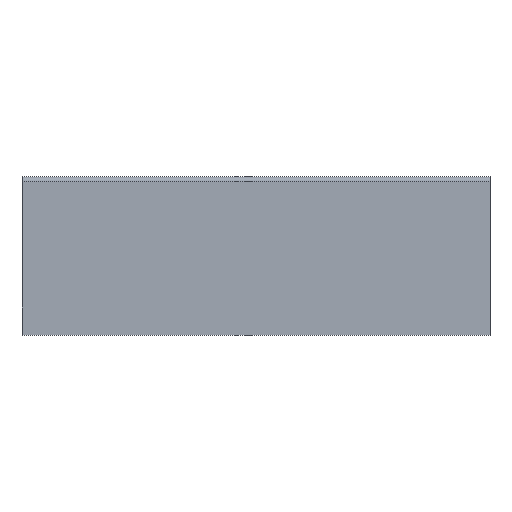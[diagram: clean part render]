
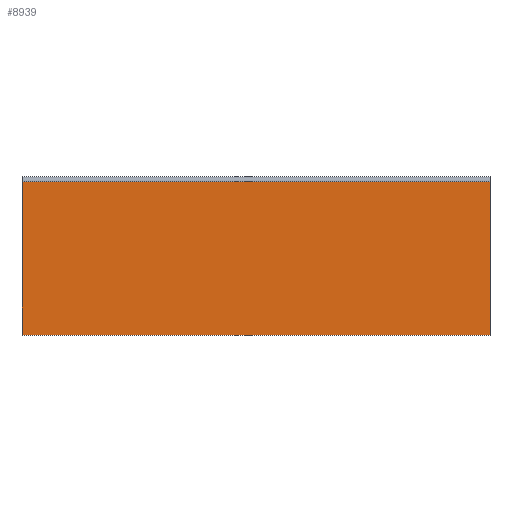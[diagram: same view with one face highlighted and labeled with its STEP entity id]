
A CAD part, front view. The second image highlights one B-rep face of the part: STEP entity #8939.
In plain terms, the highlighted planar face has unit normal (0, -1, 0).
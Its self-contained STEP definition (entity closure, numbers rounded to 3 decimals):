
#946 = EDGE_LOOP ( 'NONE', ( #3724, #5798, #3695, #11949 ) ) ;
#1544 = VECTOR ( 'NONE', #4987, 1000. ) ;
#2654 = LINE ( 'NONE', #3849, #1544 ) ;
#3028 = DIRECTION ( 'NONE',  ( 0., 0., -1. ) ) ;
#3695 = ORIENTED_EDGE ( 'NONE', *, *, #9967, .T. ) ;
#3724 = ORIENTED_EDGE ( 'NONE', *, *, #10874, .F. ) ;
#3849 = CARTESIAN_POINT ( 'NONE',  ( -100., 0., 0. ) ) ;
#3900 = DIRECTION ( 'NONE',  ( 0., 0., -1. ) ) ;
#4806 = DIRECTION ( 'NONE',  ( 0., -1., 0. ) ) ;
#4982 = VECTOR ( 'NONE', #3028, 1000. ) ;
#4987 = DIRECTION ( 'NONE',  ( 1., 0., 0. ) ) ;
#5399 = LINE ( 'NONE', #6305, #11342 ) ;
#5798 = ORIENTED_EDGE ( 'NONE', *, *, #7550, .F. ) ;
#6305 = CARTESIAN_POINT ( 'NONE',  ( -100., 0., 32.8 ) ) ;
#6408 = DIRECTION ( 'NONE',  ( 1., 0., 0. ) ) ;
#6995 = VERTEX_POINT ( 'NONE', #11214 ) ;
#7307 = CARTESIAN_POINT ( 'NONE',  ( -100., 0., 32.8 ) ) ;
#7550 = EDGE_CURVE ( 'NONE', #8900, #12902, #5399, .T. ) ;
#7754 = AXIS2_PLACEMENT_3D ( 'NONE', #10553, #4806, #12976 ) ;
#8560 = CARTESIAN_POINT ( 'NONE',  ( 0., 0., 32.8 ) ) ;
#8900 = VERTEX_POINT ( 'NONE', #9248 ) ;
#8939 = ADVANCED_FACE ( 'NONE', ( #13320 ), #12824, .T. ) ;
#9039 = EDGE_CURVE ( 'NONE', #6995, #12036, #2654, .T. ) ;
#9160 = LINE ( 'NONE', #7307, #14941 ) ;
#9248 = CARTESIAN_POINT ( 'NONE',  ( -100., 0., 32.8 ) ) ;
#9527 = LINE ( 'NONE', #12120, #4982 ) ;
#9967 = EDGE_CURVE ( 'NONE', #8900, #6995, #9160, .T. ) ;
#10553 = CARTESIAN_POINT ( 'NONE',  ( -100., 0., 32.8 ) ) ;
#10874 = EDGE_CURVE ( 'NONE', #12902, #12036, #9527, .T. ) ;
#11214 = CARTESIAN_POINT ( 'NONE',  ( -100., 0., 0. ) ) ;
#11342 = VECTOR ( 'NONE', #6408, 1000. ) ;
#11519 = CARTESIAN_POINT ( 'NONE',  ( 0., 0., 0. ) ) ;
#11949 = ORIENTED_EDGE ( 'NONE', *, *, #9039, .T. ) ;
#12036 = VERTEX_POINT ( 'NONE', #11519 ) ;
#12120 = CARTESIAN_POINT ( 'NONE',  ( 0., 0., 32.8 ) ) ;
#12824 = PLANE ( 'NONE',  #7754 ) ;
#12902 = VERTEX_POINT ( 'NONE', #8560 ) ;
#12976 = DIRECTION ( 'NONE',  ( 0., 0., -1. ) ) ;
#13320 = FACE_OUTER_BOUND ( 'NONE', #946, .T. ) ;
#14941 = VECTOR ( 'NONE', #3900, 1000. ) ;
